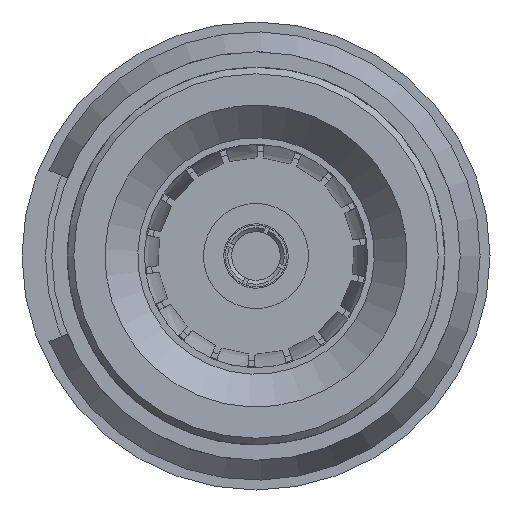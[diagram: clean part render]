
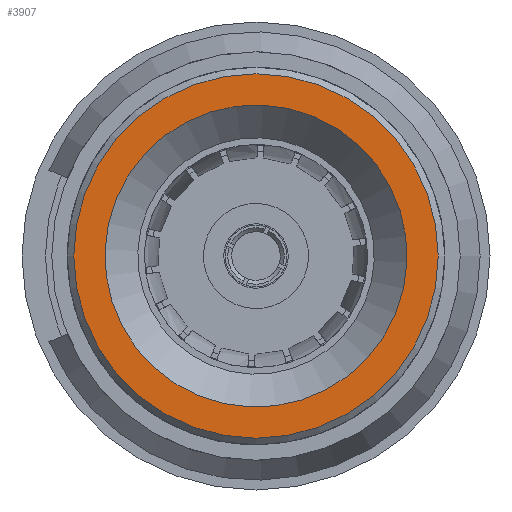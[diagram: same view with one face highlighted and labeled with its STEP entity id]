
A CAD part, left-side view. The second image highlights one B-rep face of the part: STEP entity #3907.
In plain terms, the highlighted planar face has unit normal (-1, 0, 0).
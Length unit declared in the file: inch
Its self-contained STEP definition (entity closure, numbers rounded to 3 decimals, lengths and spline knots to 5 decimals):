
#309 = VERTEX_POINT ( 'NONE', #7393 ) ;
#406 = CARTESIAN_POINT ( 'NONE',  ( 0., 0., 0. ) ) ;
#791 = EDGE_CURVE ( 'NONE', #309, #309, #4775, .T. ) ;
#1002 = FACE_BOUND ( 'NONE', #1176, .T. ) ;
#1077 = ORIENTED_EDGE ( 'NONE', *, *, #791, .T. ) ;
#1176 = EDGE_LOOP ( 'NONE', ( #1077 ) ) ;
#1240 = AXIS2_PLACEMENT_3D ( 'NONE', #3617, #1726, #4885 ) ;
#1726 = DIRECTION ( 'NONE',  ( -1., 0., 0. ) ) ;
#2290 = CARTESIAN_POINT ( 'NONE',  ( 0., 0., 0. ) ) ;
#2396 = VERTEX_POINT ( 'NONE', #4925 ) ;
#3314 = AXIS2_PLACEMENT_3D ( 'NONE', #2290, #7367, #6318 ) ;
#3617 = CARTESIAN_POINT ( 'NONE',  ( 0., 0., 0. ) ) ;
#3686 = ORIENTED_EDGE ( 'NONE', *, *, #4933, .T. ) ;
#3907 = ADVANCED_FACE ( 'NONE', ( #1002, #6634 ), #4098, .T. ) ;
#4098 = PLANE ( 'NONE',  #5955 ) ;
#4179 = DIRECTION ( 'NONE',  ( -1., 0., 0. ) ) ;
#4775 = CIRCLE ( 'NONE', #3314, 0.115 ) ;
#4788 = DIRECTION ( 'NONE',  ( 0., 0., 1. ) ) ;
#4836 = CIRCLE ( 'NONE', #1240, 0.1387 ) ;
#4885 = DIRECTION ( 'NONE',  ( 0., 0., 1. ) ) ;
#4925 = CARTESIAN_POINT ( 'NONE',  ( 0., 0., 0.1387 ) ) ;
#4933 = EDGE_CURVE ( 'NONE', #2396, #2396, #4836, .T. ) ;
#5612 = EDGE_LOOP ( 'NONE', ( #3686 ) ) ;
#5955 = AXIS2_PLACEMENT_3D ( 'NONE', #406, #4179, #4788 ) ;
#6318 = DIRECTION ( 'NONE',  ( 0., 0.382, -0.924 ) ) ;
#6634 = FACE_OUTER_BOUND ( 'NONE', #5612, .T. ) ;
#7367 = DIRECTION ( 'NONE',  ( 1., 0., 0. ) ) ;
#7393 = CARTESIAN_POINT ( 'NONE',  ( 0., 0.04391, -0.10629 ) ) ;
